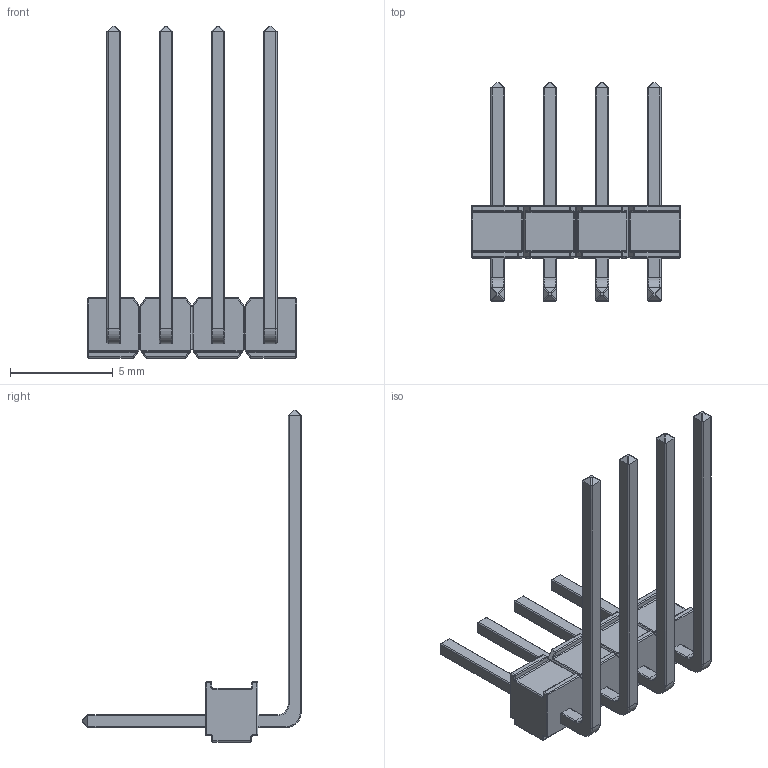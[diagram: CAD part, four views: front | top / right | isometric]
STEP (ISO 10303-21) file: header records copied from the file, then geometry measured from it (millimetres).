
FILE_DESCRIPTION (( 'STEP AP214' ), '1' );
FILE_NAME ('929648-05-04.STEP', '2017-12-21T18:38:15', ( '' ), ( '' ), 'SwSTEP 2.0', 'SolidWorks 2014', '' );
FILE_SCHEMA (( 'AUTOMOTIVE_DESIGN' ));
Length unit declared in the file: millimetre
Products named in the file (4): 648-05-end-left; 648-05-middle-Pin; 648-05-End-Pin; 929648-05-04
Assembly tree (4 placements, depth 2):
  929648-05-04
    648-05-End-Pin
    648-05-middle-Pin  x2
    648-05-end-left
Bounding box: 10.16 x 10.61 x 16.13 mm (x, y, z)
Volume: 103.2 mm3; surface area: 381.3 mm2
Topology: 4 solids, 4 shells, 552 faces, 1336 edges, 712 vertices
Faces by surface type: cylinder 268, plane 148, sphere 88, torus 24, bspline 24
Entity records: 15906 total; most frequent: CARTESIAN_POINT 2427, DIRECTION 1922, ORIENTED_EDGE 1848, EDGE_CURVE 924, AXIS2_PLACEMENT_3D 727, VERTEX_POINT 528, VECTOR 468, LINE 468
